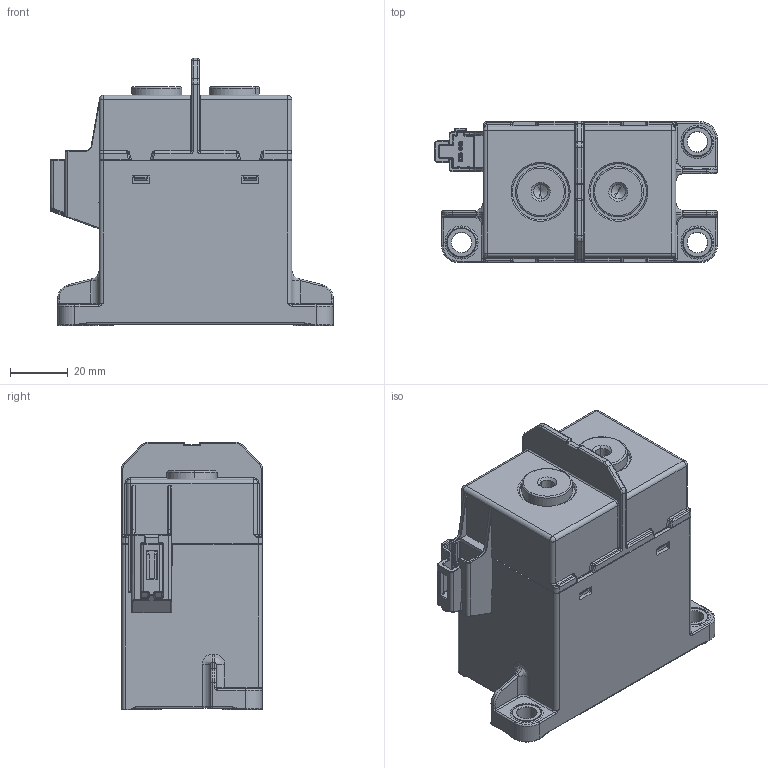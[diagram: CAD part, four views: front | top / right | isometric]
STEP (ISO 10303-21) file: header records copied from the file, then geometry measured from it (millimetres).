
FILE_DESCRIPTION (( 'STEP AP214' ), '1' );
FILE_NAME ('1-00710_樟萇ん_A STCH-400A800-12NV-001.STEP', '2023-06-13T03:10:11', ( 'AD-YF' ), ( '' ), 'SwSTEP 2.0', 'SolidWorks 2022', '' );
FILE_SCHEMA (( 'AUTOMOTIVE_DESIGN' ));
Length unit declared in the file: millimetre
Products named in the file (1): 1-00710_继电器_A STCH-400A800-12NV-001
Bounding box: 98.2 x 49 x 93 mm (x, y, z)
Volume: 265402.9 mm3; surface area: 35290.3 mm2
Topology: 1 solids, 1 shells, 1779 faces, 4255 edges, 2376 vertices
Faces by surface type: cylinder 732, plane 427, torus 322, bspline 105, sphere 100, cone 93
Entity records: 72851 total; most frequent: CARTESIAN_POINT 13030, DIRECTION 9052, ORIENTED_EDGE 8236, EDGE_CURVE 4118, AXIS2_PLACEMENT_3D 3576, VERTEX_POINT 2367, CIRCLE 1901, LINE 1900
